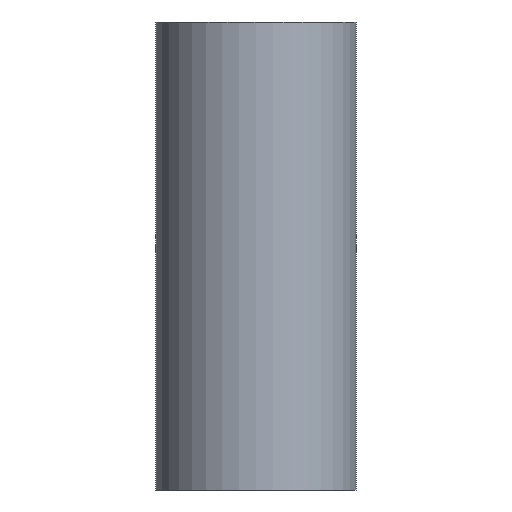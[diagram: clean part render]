
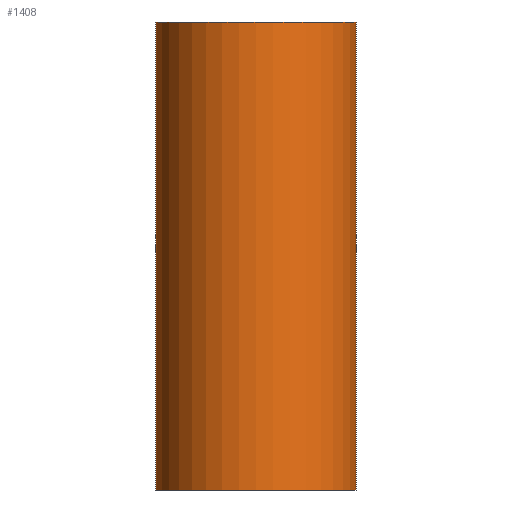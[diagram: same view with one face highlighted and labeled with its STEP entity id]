
A CAD part, front view. The second image highlights one B-rep face of the part: STEP entity #1408.
In plain terms, the highlighted cylindrical face has radius 38.6 mm (diameter 77.2 mm), a partial arc.
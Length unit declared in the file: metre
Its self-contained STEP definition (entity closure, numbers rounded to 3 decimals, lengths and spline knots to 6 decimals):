
#133=LINE('',#2101,#213);
#137=LINE('',#2109,#217);
#213=VECTOR('',#1711,1.);
#217=VECTOR('',#1717,1.);
#320=ORIENTED_EDGE('',*,*,#774,.F.);
#321=ORIENTED_EDGE('',*,*,#773,.T.);
#322=ORIENTED_EDGE('',*,*,#775,.T.);
#323=ORIENTED_EDGE('',*,*,#769,.F.);
#769=EDGE_CURVE('',#996,#997,#133,.T.);
#773=EDGE_CURVE('',#998,#999,#137,.T.);
#774=EDGE_CURVE('',#998,#996,#1128,.T.);
#775=EDGE_CURVE('',#999,#997,#1129,.T.);
#996=VERTEX_POINT('',#2100);
#997=VERTEX_POINT('',#2102);
#998=VERTEX_POINT('',#2106);
#999=VERTEX_POINT('',#2108);
#1128=CIRCLE('',#1523,0.0386);
#1129=CIRCLE('',#1524,0.0386);
#1178=EDGE_LOOP('',(#320,#321,#322,#323));
#1262=FACE_BOUND('',#1178,.T.);
#1341=CYLINDRICAL_SURFACE('',#1522,0.0386);
#1408=ADVANCED_FACE('',(#1262),#1341,.T.);
#1522=AXIS2_PLACEMENT_3D('',#2110,#1718,#1719);
#1523=AXIS2_PLACEMENT_3D('',#2111,#1720,#1721);
#1524=AXIS2_PLACEMENT_3D('',#2112,#1722,#1723);
#1711=DIRECTION('',(0.,0.,-1.));
#1717=DIRECTION('',(0.,0.,-1.));
#1718=DIRECTION('',(0.,0.,-1.));
#1719=DIRECTION('',(-1.,0.,0.));
#1720=DIRECTION('',(0.,0.,1.));
#1721=DIRECTION('',(1.,0.,0.));
#1722=DIRECTION('',(0.,0.,1.));
#1723=DIRECTION('',(1.,0.,0.));
#2100=CARTESIAN_POINT('',(-0.0386,0.000025,0.691));
#2101=CARTESIAN_POINT('',(-0.0386,0.000025,0.691002));
#2102=CARTESIAN_POINT('',(-0.0386,0.000025,0.511));
#2106=CARTESIAN_POINT('',(-0.0386,-0.000025,0.691));
#2108=CARTESIAN_POINT('',(-0.0386,-0.000025,0.511));
#2109=CARTESIAN_POINT('',(-0.0386,-0.000025,0.691002));
#2110=CARTESIAN_POINT('',(0.,0.,0.691002));
#2111=CARTESIAN_POINT('',(0.,0.,0.691));
#2112=CARTESIAN_POINT('',(0.,0.,0.511));
